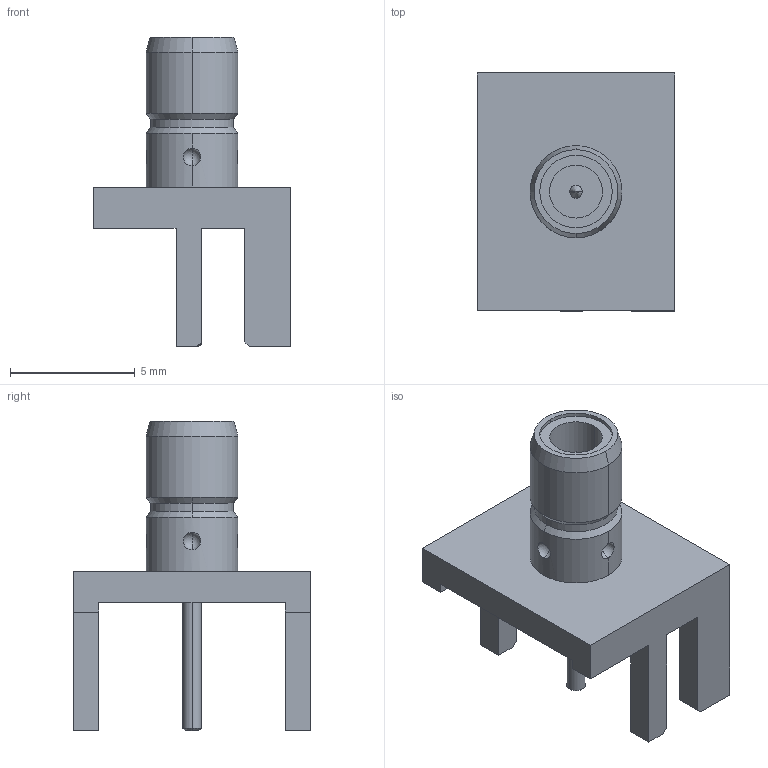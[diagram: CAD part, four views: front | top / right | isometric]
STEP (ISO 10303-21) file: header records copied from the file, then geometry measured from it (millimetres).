
FILE_DESCRIPTION((''),'2;1');
FILE_NAME('SMB1251A2-001-3GT30G-_SW0002','2020-05-05T',('Madhan'),(''),'CREO PARAMETRIC BY PTC INC, 2018360','CREO PARAMETRIC BY PTC INC, 2018360','');
FILE_SCHEMA(('CONFIG_CONTROL_DESIGN'));
Length unit declared in the file: millimetre
Products named in the file (1): SMB1251A2-001-3GT30G-_SW0002
Bounding box: 7.92 x 9.52 x 12.4 mm (x, y, z)
Volume: 180 mm3; surface area: 411.9 mm2
Topology: 1 solids, 1 shells, 67 faces, 172 edges, 105 vertices
Faces by surface type: plane 31, cylinder 16, cone 12, sphere 8
Entity records: 2122 total; most frequent: CARTESIAN_POINT 478, DIRECTION 340, ORIENTED_EDGE 324, EDGE_CURVE 162, AXIS2_PLACEMENT_3D 119, VERTEX_POINT 105, VECTOR 102, LINE 102
